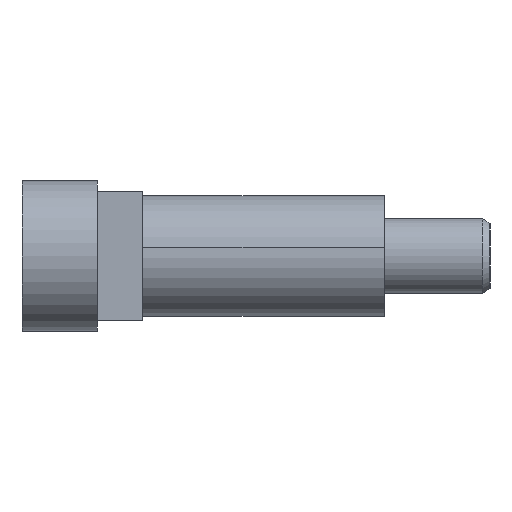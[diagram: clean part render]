
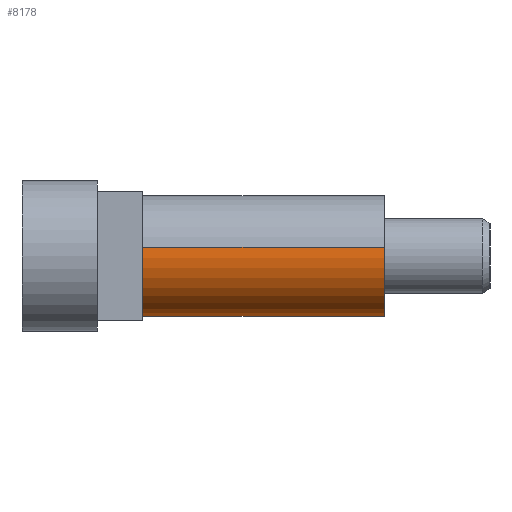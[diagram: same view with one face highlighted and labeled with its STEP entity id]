
A CAD part, left-side view. The second image highlights one B-rep face of the part: STEP entity #8178.
In plain terms, the highlighted cylindrical face has radius 2 mm (diameter 4 mm), a partial arc.
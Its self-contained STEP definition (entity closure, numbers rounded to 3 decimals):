
#672 = DIRECTION ( 'NONE',  ( 0., -1., 0. ) ) ;
#898 = AXIS2_PLACEMENT_3D ( 'NONE', #23506, #23500, #20072 ) ;
#1353 = AXIS2_PLACEMENT_3D ( 'NONE', #2827, #2673, #2790 ) ;
#1844 = CARTESIAN_POINT ( 'NONE',  ( -24.485, 0.965, 0.631 ) ) ;
#2065 = CARTESIAN_POINT ( 'NONE',  ( -24.485, 0.965, 0.631 ) ) ;
#2251 = CARTESIAN_POINT ( 'NONE',  ( -24.485, -7.035, 0.631 ) ) ;
#2499 = VERTEX_POINT ( 'NONE', #11057 ) ;
#2673 = DIRECTION ( 'NONE',  ( 0., 1., 0. ) ) ;
#2790 = DIRECTION ( 'NONE',  ( 0.989, 0., -0.148 ) ) ;
#2827 = CARTESIAN_POINT ( 'NONE',  ( -26.463, 0.965, 0.926 ) ) ;
#3504 = EDGE_CURVE ( 'NONE', #16022, #15443, #6255, .T. ) ;
#3622 = EDGE_CURVE ( 'NONE', #16022, #12732, #5286, .T. ) ;
#3771 = EDGE_CURVE ( 'NONE', #12732, #2499, #23110, .T. ) ;
#3885 = EDGE_CURVE ( 'NONE', #15443, #2499, #7450, .T. ) ;
#5286 = LINE ( 'NONE', #2065, #5320 ) ;
#5320 = VECTOR ( 'NONE', #672, 1000. ) ;
#6119 = ORIENTED_EDGE ( 'NONE', *, *, #3771, .T. ) ;
#6255 = CIRCLE ( 'NONE', #1353, 2. ) ;
#6483 = ORIENTED_EDGE ( 'NONE', *, *, #3622, .T. ) ;
#6627 = VECTOR ( 'NONE', #21786, 1000. ) ;
#7450 = LINE ( 'NONE', #22327, #6627 ) ;
#8178 = ADVANCED_FACE ( 'NONE', ( #20351 ), #10528, .T. ) ;
#10528 = CYLINDRICAL_SURFACE ( 'NONE', #14295, 2. ) ;
#11057 = CARTESIAN_POINT ( 'NONE',  ( -28.441, -7.035, 1.221 ) ) ;
#11665 = ORIENTED_EDGE ( 'NONE', *, *, #3885, .F. ) ;
#12732 = VERTEX_POINT ( 'NONE', #2251 ) ;
#14295 = AXIS2_PLACEMENT_3D ( 'NONE', #17488, #18159, #17467 ) ;
#15443 = VERTEX_POINT ( 'NONE', #17520 ) ;
#16022 = VERTEX_POINT ( 'NONE', #1844 ) ;
#17467 = DIRECTION ( 'NONE',  ( -0.989, 0., 0.148 ) ) ;
#17488 = CARTESIAN_POINT ( 'NONE',  ( -26.463, 0.965, 0.926 ) ) ;
#17520 = CARTESIAN_POINT ( 'NONE',  ( -28.441, 0.965, 1.221 ) ) ;
#18058 = EDGE_LOOP ( 'NONE', ( #25021, #6483, #6119, #11665 ) ) ;
#18159 = DIRECTION ( 'NONE',  ( 0., -1., 0. ) ) ;
#20072 = DIRECTION ( 'NONE',  ( 0.989, 0., -0.148 ) ) ;
#20351 = FACE_OUTER_BOUND ( 'NONE', #18058, .T. ) ;
#21786 = DIRECTION ( 'NONE',  ( 0., -1., 0. ) ) ;
#22327 = CARTESIAN_POINT ( 'NONE',  ( -28.441, 0.965, 1.221 ) ) ;
#23110 = CIRCLE ( 'NONE', #898, 2. ) ;
#23500 = DIRECTION ( 'NONE',  ( 0., 1., 0. ) ) ;
#23506 = CARTESIAN_POINT ( 'NONE',  ( -26.463, -7.035, 0.926 ) ) ;
#25021 = ORIENTED_EDGE ( 'NONE', *, *, #3504, .F. ) ;
